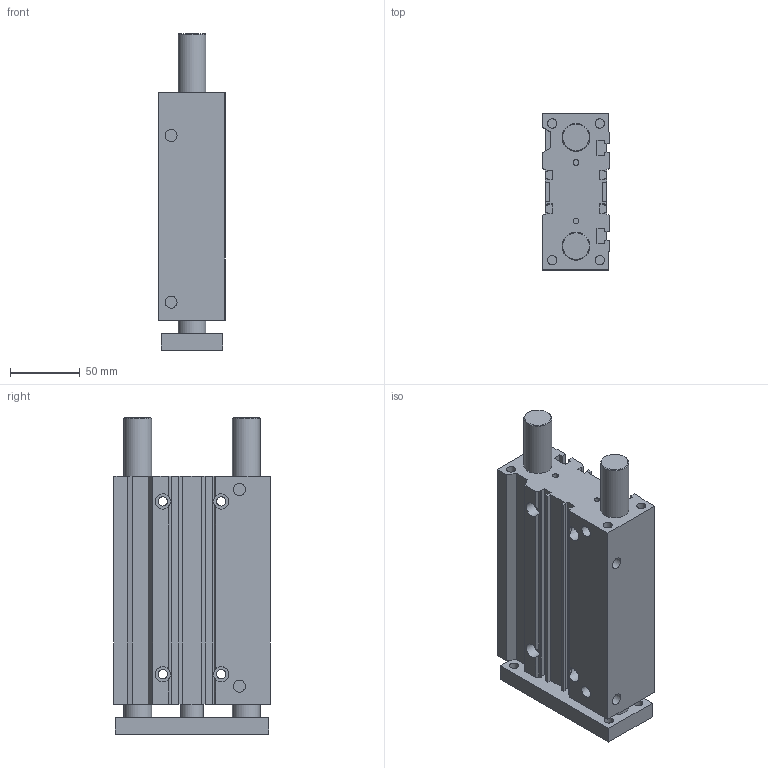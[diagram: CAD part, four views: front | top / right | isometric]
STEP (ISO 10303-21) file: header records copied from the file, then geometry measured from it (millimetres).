
FILE_DESCRIPTION((''),'2;1');
FILE_NAME('6100320125B.stp','2007-02-26T09:10:35',('valotma1'),(''),'Autodesk Inventor 11','Autodesk Inventor 11','');
FILE_SCHEMA(('AUTOMOTIVE_DESIGN { 1 0 10303 214 1 1 1 1 }'));
Length unit declared in the file: millimetre
Products named in the file (3): 6100320125B; CORPO Ø32 C125 B; PIASTRA Ø32 C125 B
Assembly tree (2 placements, depth 2):
  6100320125B
    CORPO Ø32 C125 B
    PIASTRA Ø32 C125 B
Bounding box: 48 x 112 x 227 mm (x, y, z)
Volume: 876832.5 mm3; surface area: 158615.2 mm2
Topology: 2 solids, 2 shells, 170 faces, 441 edges, 293 vertices
Faces by surface type: plane 100, bspline 59, cylinder 9, cone 2
Full cylindrical faces by diameter (mm): 16 x1, 20 x2
Entity records: 5396 total; most frequent: CARTESIAN_POINT 1434, ORIENTED_EDGE 790, DIRECTION 720, EDGE_CURVE 395, VECTOR 302, LINE 302, VERTEX_POINT 281, EDGE_LOOP 242
